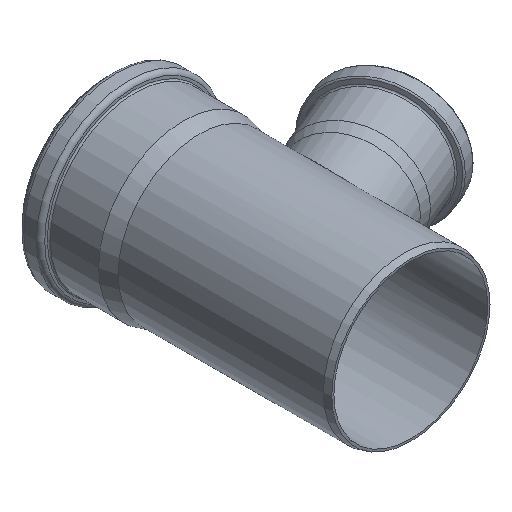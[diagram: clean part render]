
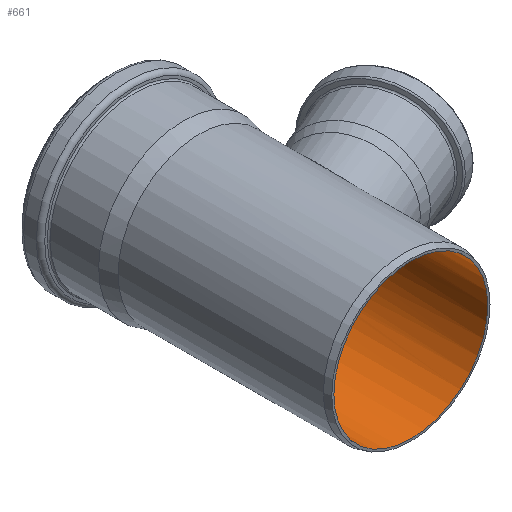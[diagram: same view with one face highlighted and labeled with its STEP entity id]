
A CAD part, isometric view. The second image highlights one B-rep face of the part: STEP entity #661.
In plain terms, the highlighted cylindrical face has radius 52.35 mm (diameter 104.7 mm), a full revolution.
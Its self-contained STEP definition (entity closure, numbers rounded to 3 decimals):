
#84=FACE_BOUND('',#306,.T.);
#85=FACE_BOUND('',#307,.T.);
#139=CIRCLE('',#747,52.35);
#141=CIRCLE('',#750,52.35);
#174=CYLINDRICAL_SURFACE('',#752,52.35);
#216=FACE_OUTER_BOUND('',#305,.T.);
#305=EDGE_LOOP('',(#576));
#306=EDGE_LOOP('',(#577));
#307=EDGE_LOOP('',(#578));
#364=B_SPLINE_CURVE_WITH_KNOTS('',3,(#1487,#1488,#1489,#1490,#1491,#1492,
#1493,#1494,#1495,#1496,#1497,#1498,#1499,#1500,#1501,#1502,#1503,#1504,
#1505,#1506,#1507,#1508,#1509,#1510,#1511,#1512,#1513,#1514,#1515,#1516,
#1517,#1518,#1519,#1520,#1521,#1522,#1523,#1524,#1525,#1526,#1527,#1528,
#1529,#1530,#1531,#1532,#1533,#1534,#1535,#1536,#1537,#1538,#1539,#1540,
#1541,#1542,#1543,#1544,#1545,#1546,#1547,#1548,#1549,#1550,#1551,#1552),
 .UNSPECIFIED.,.T.,.F.,(4,2,2,2,2,2,2,2,2,2,2,2,2,2,2,2,2,2,2,2,2,2,2,2,
2,2,2,2,2,2,2,2,4),(0.,0.809,1.617,2.426,
3.234,3.982,4.729,5.477,6.224,
6.926,7.627,8.328,9.029,9.883,
10.737,11.591,12.446,13.12,13.795,
14.469,15.144,15.834,16.524,17.214,
17.904,18.594,19.284,19.975,20.665,
21.339,22.014,22.688,23.363),
 .UNSPECIFIED.);
#376=VERTEX_POINT('',#1486);
#402=VERTEX_POINT('',#1628);
#404=VERTEX_POINT('',#1633);
#442=EDGE_CURVE('',#376,#376,#364,.T.);
#468=EDGE_CURVE('',#402,#402,#139,.T.);
#470=EDGE_CURVE('',#404,#404,#141,.T.);
#576=ORIENTED_EDGE('',*,*,#468,.T.);
#577=ORIENTED_EDGE('',*,*,#442,.T.);
#578=ORIENTED_EDGE('',*,*,#470,.F.);
#661=ADVANCED_FACE('',(#216,#84,#85),#174,.F.);
#747=AXIS2_PLACEMENT_3D('',#1629,#920,#921);
#750=AXIS2_PLACEMENT_3D('',#1634,#926,#927);
#752=AXIS2_PLACEMENT_3D('',#1636,#930,#931);
#920=DIRECTION('center_axis',(0.,1.,0.));
#921=DIRECTION('ref_axis',(1.,0.,0.));
#926=DIRECTION('center_axis',(0.,1.,0.));
#927=DIRECTION('ref_axis',(1.,0.,0.));
#930=DIRECTION('center_axis',(0.,1.,0.));
#931=DIRECTION('ref_axis',(-1.,0.,0.));
#1486=CARTESIAN_POINT('',(38.335,98.279,-35.65));
#1487=CARTESIAN_POINT('Ctrl Pts',(38.335,98.279,-35.65));
#1488=CARTESIAN_POINT('Ctrl Pts',(38.335,100.974,-35.65));
#1489=CARTESIAN_POINT('Ctrl Pts',(38.582,103.718,-35.389));
#1490=CARTESIAN_POINT('Ctrl Pts',(39.458,109.165,-34.409));
#1491=CARTESIAN_POINT('Ctrl Pts',(40.085,111.869,-33.691));
#1492=CARTESIAN_POINT('Ctrl Pts',(41.555,117.107,-31.861));
#1493=CARTESIAN_POINT('Ctrl Pts',(42.397,119.642,-30.748));
#1494=CARTESIAN_POINT('Ctrl Pts',(44.134,124.418,-28.198));
#1495=CARTESIAN_POINT('Ctrl Pts',(45.029,126.658,-26.76));
#1496=CARTESIAN_POINT('Ctrl Pts',(46.669,130.569,-23.774));
#1497=CARTESIAN_POINT('Ctrl Pts',(47.484,132.416,-22.131));
#1498=CARTESIAN_POINT('Ctrl Pts',(49.025,135.801,-18.467));
#1499=CARTESIAN_POINT('Ctrl Pts',(49.75,137.338,-16.447));
#1500=CARTESIAN_POINT('Ctrl Pts',(50.979,139.898,-12.112));
#1501=CARTESIAN_POINT('Ctrl Pts',(51.483,140.923,-9.793));
#1502=CARTESIAN_POINT('Ctrl Pts',(52.169,142.31,-4.983));
#1503=CARTESIAN_POINT('Ctrl Pts',(52.35,142.671,-2.492));
#1504=CARTESIAN_POINT('Ctrl Pts',(52.35,142.671,2.337));
#1505=CARTESIAN_POINT('Ctrl Pts',(52.191,142.353,4.687));
#1506=CARTESIAN_POINT('Ctrl Pts',(51.578,141.115,9.25));
#1507=CARTESIAN_POINT('Ctrl Pts',(51.125,140.196,11.462));
#1508=CARTESIAN_POINT('Ctrl Pts',(50.012,137.888,15.618));
#1509=CARTESIAN_POINT('Ctrl Pts',(49.352,136.498,17.566));
#1510=CARTESIAN_POINT('Ctrl Pts',(47.939,133.428,21.12));
#1511=CARTESIAN_POINT('Ctrl Pts',(47.187,131.749,22.726));
#1512=CARTESIAN_POINT('Ctrl Pts',(45.559,127.953,25.859));
#1513=CARTESIAN_POINT('Ctrl Pts',(44.61,125.639,27.446));
#1514=CARTESIAN_POINT('Ctrl Pts',(42.755,120.683,30.255));
#1515=CARTESIAN_POINT('Ctrl Pts',(41.849,118.042,31.477));
#1516=CARTESIAN_POINT('Ctrl Pts',(40.258,112.568,33.488));
#1517=CARTESIAN_POINT('Ctrl Pts',(39.573,109.736,34.279));
#1518=CARTESIAN_POINT('Ctrl Pts',(38.61,104.015,35.359));
#1519=CARTESIAN_POINT('Ctrl Pts',(38.335,101.126,35.65));
#1520=CARTESIAN_POINT('Ctrl Pts',(38.335,96.031,35.65));
#1521=CARTESIAN_POINT('Ctrl Pts',(38.511,93.722,35.465));
#1522=CARTESIAN_POINT('Ctrl Pts',(39.256,89.208,34.638));
#1523=CARTESIAN_POINT('Ctrl Pts',(39.826,87.001,33.995));
#1524=CARTESIAN_POINT('Ctrl Pts',(41.244,82.865,32.26));
#1525=CARTESIAN_POINT('Ctrl Pts',(42.091,80.928,31.165));
#1526=CARTESIAN_POINT('Ctrl Pts',(43.866,77.414,28.613));
#1527=CARTESIAN_POINT('Ctrl Pts',(44.791,75.837,27.156));
#1528=CARTESIAN_POINT('Ctrl Pts',(46.552,73.057,24.015));
#1529=CARTESIAN_POINT('Ctrl Pts',(47.45,71.766,22.217));
#1530=CARTESIAN_POINT('Ctrl Pts',(49.097,69.514,18.29));
#1531=CARTESIAN_POINT('Ctrl Pts',(49.847,68.553,16.161));
#1532=CARTESIAN_POINT('Ctrl Pts',(51.077,67.015,11.705));
#1533=CARTESIAN_POINT('Ctrl Pts',(51.558,66.437,9.374));
#1534=CARTESIAN_POINT('Ctrl Pts',(52.195,65.677,4.672));
#1535=CARTESIAN_POINT('Ctrl Pts',(52.35,65.497,2.3));
#1536=CARTESIAN_POINT('Ctrl Pts',(52.35,65.497,-2.3));
#1537=CARTESIAN_POINT('Ctrl Pts',(52.195,65.677,-4.672));
#1538=CARTESIAN_POINT('Ctrl Pts',(51.558,66.437,-9.374));
#1539=CARTESIAN_POINT('Ctrl Pts',(51.077,67.015,-11.705));
#1540=CARTESIAN_POINT('Ctrl Pts',(49.847,68.553,-16.161));
#1541=CARTESIAN_POINT('Ctrl Pts',(49.097,69.514,-18.29));
#1542=CARTESIAN_POINT('Ctrl Pts',(47.45,71.766,-22.217));
#1543=CARTESIAN_POINT('Ctrl Pts',(46.552,73.057,-24.015));
#1544=CARTESIAN_POINT('Ctrl Pts',(44.791,75.837,-27.156));
#1545=CARTESIAN_POINT('Ctrl Pts',(43.866,77.414,-28.613));
#1546=CARTESIAN_POINT('Ctrl Pts',(42.091,80.928,-31.165));
#1547=CARTESIAN_POINT('Ctrl Pts',(41.244,82.865,-32.26));
#1548=CARTESIAN_POINT('Ctrl Pts',(39.826,87.001,-33.995));
#1549=CARTESIAN_POINT('Ctrl Pts',(39.256,89.208,-34.638));
#1550=CARTESIAN_POINT('Ctrl Pts',(38.511,93.722,-35.465));
#1551=CARTESIAN_POINT('Ctrl Pts',(38.335,96.031,-35.65));
#1552=CARTESIAN_POINT('Ctrl Pts',(38.335,98.279,-35.65));
#1628=CARTESIAN_POINT('',(51.627,143.331,8.669));
#1629=CARTESIAN_POINT('Origin',(0.,143.331,
0.));
#1633=CARTESIAN_POINT('',(-52.35,0.,0.));
#1634=CARTESIAN_POINT('Origin',(0.,0.,
0.));
#1636=CARTESIAN_POINT('Origin',(0.,71.665,
0.));
